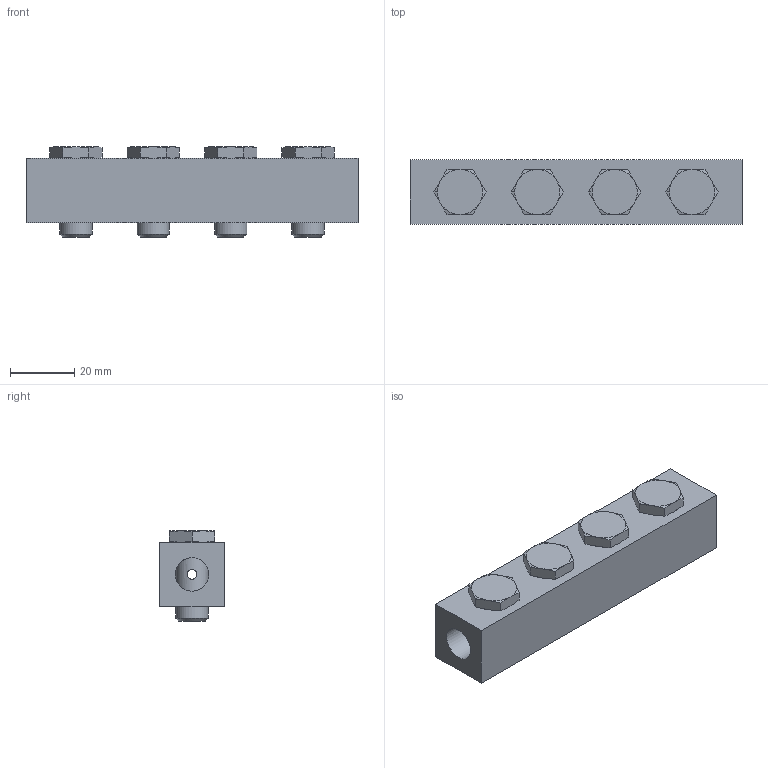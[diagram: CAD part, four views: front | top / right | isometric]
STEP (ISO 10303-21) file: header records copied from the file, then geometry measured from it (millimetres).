
FILE_DESCRIPTION(/* description */ ('Alibre Inc.'),/* implementation_level */ '2;1');
FILE_NAME(/* name */ 'export-07D0E77E-21D3-4B17-ACA0-19A18488172B',/* time_stamp */ '2021-10-28T15:45:32+02:00',/* author */ (''),/* organization */ (''),/* preprocessor_version */ 'ST-DEVELOPER v17',/* originating_system */ 'Alibre',/* authorisation */ '');
FILE_SCHEMA (('AUTOMOTIVE_DESIGN'));
Length unit declared in the file: millimetre
Products named in the file (1): _0221000400
Bounding box: 103 x 20 x 28 mm (x, y, z)
Volume: 36865.7 mm3; surface area: 15231.8 mm2
Topology: 1 solids, 1 shells, 123 faces, 317 edges, 192 vertices
Faces by surface type: cone 64, plane 38, cylinder 21
Full cylindrical faces by diameter (mm): 3 x8, 5.2 x4, 10 x8, 10.4 x1
Entity records: 5217 total; most frequent: CARTESIAN_POINT 2567, ORIENTED_EDGE 562, DIRECTION 403, EDGE_CURVE 281, AXIS2_PLACEMENT_3D 190, VERTEX_POINT 180, FACE_BOUND 169, EDGE_LOOP 165
